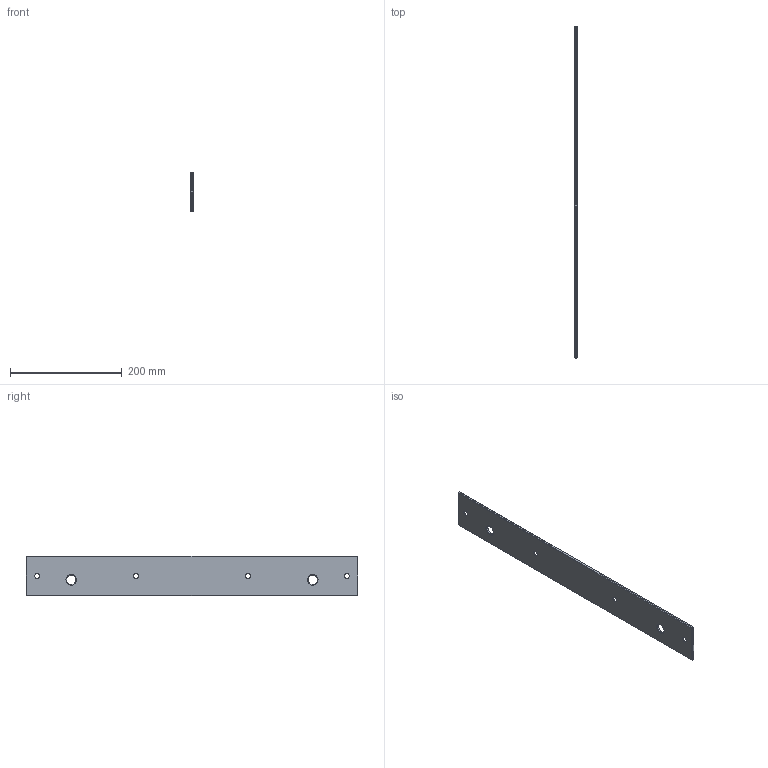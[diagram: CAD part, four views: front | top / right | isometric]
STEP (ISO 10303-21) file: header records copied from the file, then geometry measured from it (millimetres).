
FILE_DESCRIPTION((''),'2;1');
FILE_NAME('DS_ISO_PLATTEN-11979','2026-01-16T10:34:37',('HP'),(''),'CREO PARAMETRIC BY PTC INC, 2020354','CREO PARAMETRIC BY PTC INC, 2020354','');
FILE_SCHEMA(('AP203_CONFIGURATION_CONTROLLED_3D_DESIGN_OF_MECHANICAL_PARTS_AND_ASSEMBLIES_MIM_LF { 1 0 10303 403 2 1 2 }'));
Length unit declared in the file: millimetre
Products named in the file (1): DS_ISO_PLATTEN-11979
Bounding box: 5 x 594 x 70.8 mm (x, y, z)
Volume: 204045.1 mm3; surface area: 88838.2 mm2
Topology: 1 solids, 1 shells, 314 faces, 861 edges, 566 vertices
Faces by surface type: extrusion 166, plane 120, cone 16, cylinder 12
Entity records: 15886 total; most frequent: CARTESIAN_POINT 3051, ORIENTED_EDGE 1722, PRESENTATION_STYLE_ASSIGNMENT 1342, DIRECTION 1049, STYLED_ITEM 1028, CURVE_STYLE 1027, EDGE_CURVE 861, VECTOR 639
